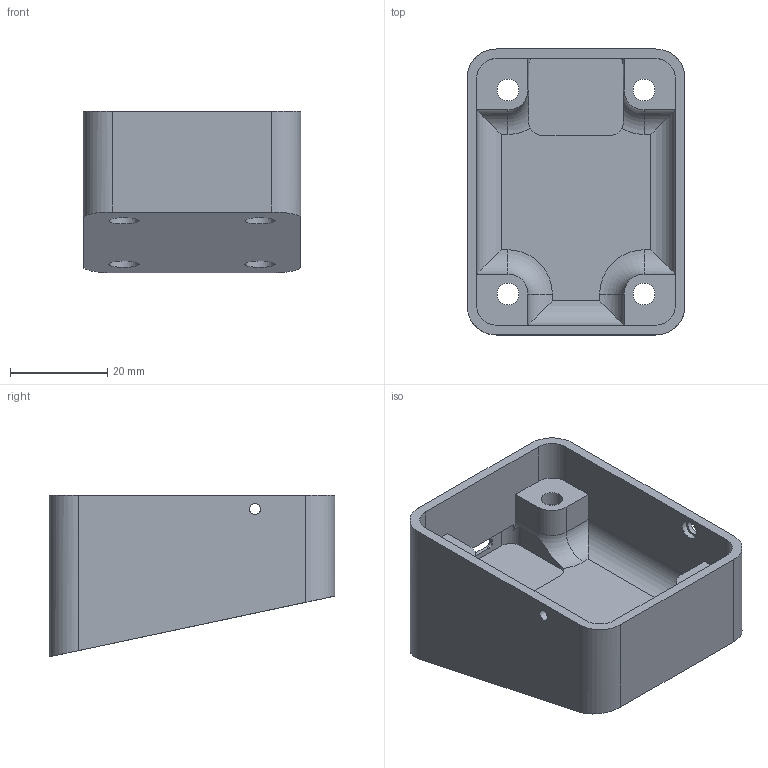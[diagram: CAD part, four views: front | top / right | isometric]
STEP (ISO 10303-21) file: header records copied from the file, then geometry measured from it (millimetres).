
FILE_DESCRIPTION(/* description */ (''),/* implementation_level */ '2;1');
FILE_NAME(/* name */ 'Pithy Dial Slanted Stand.step',/* time_stamp */ '2021-03-26T23:00:01+00:00',/* author */ (''),/* organization */ (''),/* preprocessor_version */ 'ST-DEVELOPER v18.1',/* originating_system */ 'Autodesk Translation Framework v9.10.0.1330',/* authorisation */ '');
FILE_SCHEMA (('AUTOMOTIVE_DESIGN { 1 0 10303 214 3 1 1 }'));
Length unit declared in the file: millimetre
Products named in the file (1): Pithy Dial Slanted Stand
Bounding box: 44.76 x 58.73 x 33.21 mm (x, y, z)
Volume: 28748.3 mm3; surface area: 15181.9 mm2
Topology: 1 solids, 1 shells, 99 faces, 255 edges, 164 vertices
Faces by surface type: cylinder 46, plane 45, torus 4, cone 4
Full cylindrical faces by diameter (mm): 2.3 x1, 3.1 x1, 4.1 x1, 4.5 x4, 6.2 x4
Entity records: 3135 total; most frequent: CARTESIAN_POINT 584, DIRECTION 543, ORIENTED_EDGE 510, EDGE_CURVE 255, AXIS2_PLACEMENT_3D 195, VERTEX_POINT 164, LINE 153, VECTOR 153
